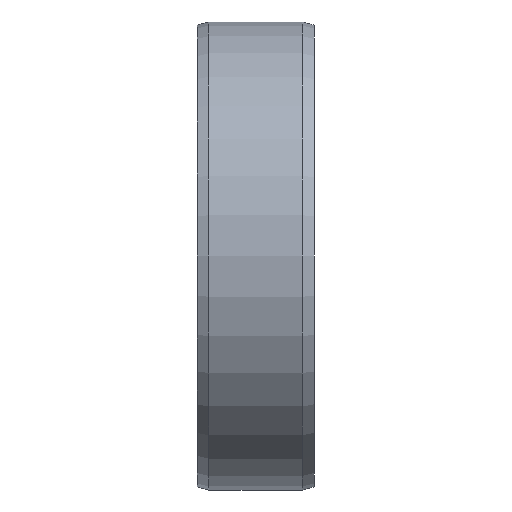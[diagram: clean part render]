
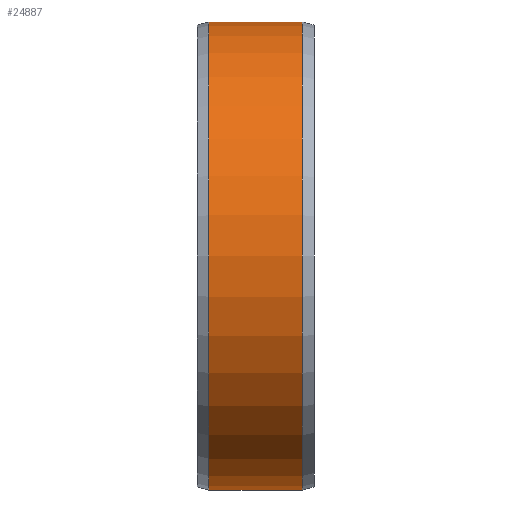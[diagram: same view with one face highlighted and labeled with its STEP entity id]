
A CAD part, left-side view. The second image highlights one B-rep face of the part: STEP entity #24887.
In plain terms, the highlighted cylindrical face has radius 20 mm (diameter 40 mm), a partial arc.
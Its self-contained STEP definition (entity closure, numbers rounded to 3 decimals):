
#24163=CARTESIAN_POINT('',(0.,-4.,0.));
#24164=DIRECTION('',(0.,1.,0.));
#24165=DIRECTION('',(0.,0.,-1.));
#24166=AXIS2_PLACEMENT_3D('',#24163,#24164,#24165);
#24171=DIRECTION('',(0.,1.,0.));
#24172=VECTOR('',#24171,8.);
#24173=CARTESIAN_POINT('',(0.,-4.,-20.));
#24174=LINE('',#24173,#24172);
#24186=DIRECTION('',(0.,1.,0.));
#24187=VECTOR('',#24186,8.);
#24188=CARTESIAN_POINT('',(0.,-4.,20.));
#24189=LINE('',#24188,#24187);
#24215=CARTESIAN_POINT('',(0.,4.,0.));
#24216=DIRECTION('',(0.,1.,0.));
#24217=DIRECTION('',(0.,0.,-1.));
#24218=AXIS2_PLACEMENT_3D('',#24215,#24216,#24217);
#24524=CARTESIAN_POINT('',(0.,-4.,-20.));
#24526=VERTEX_POINT('',#24524);
#24527=CARTESIAN_POINT('',(0.,4.,-20.));
#24528=VERTEX_POINT('',#24527);
#24568=CARTESIAN_POINT('',(0.,-4.,20.));
#24570=VERTEX_POINT('',#24568);
#24571=CARTESIAN_POINT('',(0.,4.,20.));
#24572=VERTEX_POINT('',#24571);
#24873=CARTESIAN_POINT('',(0.,-5.5,0.));
#24874=DIRECTION('',(0.,1.,0.));
#24875=DIRECTION('',(0.,0.,-1.));
#24876=AXIS2_PLACEMENT_3D('',#24873,#24874,#24875);
#24877=CYLINDRICAL_SURFACE('',#24876,20.);
#24879=ORIENTED_EDGE('',*,*,#24878,.T.);
#24881=ORIENTED_EDGE('',*,*,#24880,.T.);
#24883=ORIENTED_EDGE('',*,*,#24882,.F.);
#24884=ORIENTED_EDGE('',*,*,#24866,.F.);
#24885=EDGE_LOOP('',(#24879,#24881,#24883,#24884));
#24886=FACE_OUTER_BOUND('',#24885,.F.);
#24167=CIRCLE('',#24166,20.);
#24219=CIRCLE('',#24218,20.);
#24866=EDGE_CURVE('',#24526,#24570,#24167,.T.);
#24878=EDGE_CURVE('',#24526,#24528,#24174,.T.);
#24880=EDGE_CURVE('',#24528,#24572,#24219,.T.);
#24882=EDGE_CURVE('',#24570,#24572,#24189,.T.);
#24887=ADVANCED_FACE('',(#24886),#24877,.T.);
